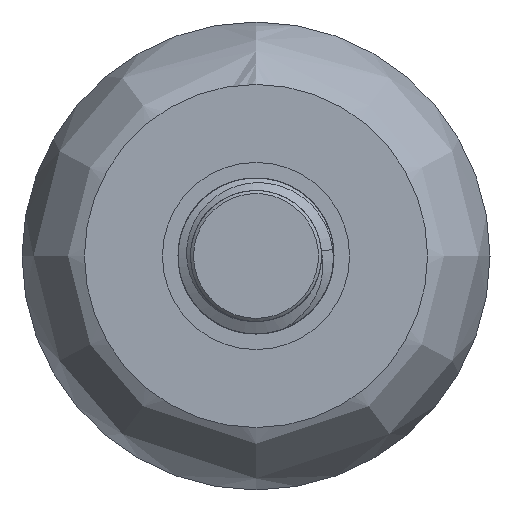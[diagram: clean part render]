
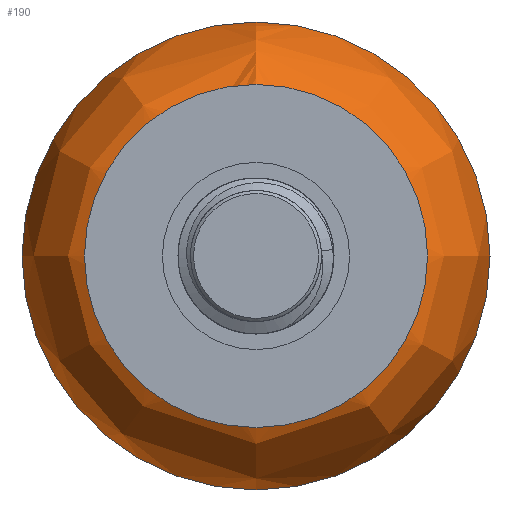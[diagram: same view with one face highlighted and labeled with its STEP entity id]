
A CAD part, left-side view. The second image highlights one B-rep face of the part: STEP entity #190.
In plain terms, the highlighted free-form (B-spline) face has degree [3, 3] with [4, 7] control points.
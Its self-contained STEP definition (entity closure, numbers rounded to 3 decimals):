
#145=(
BOUNDED_SURFACE()
B_SPLINE_SURFACE(3,3,((#637,#638,#639,#640,#641,#642,#643),(#644,#645,#646,
#647,#648,#649,#650),(#651,#652,#653,#654,#655,#656,#657),(#658,#659,#660,
#661,#662,#663,#664)),.UNSPECIFIED.,.F.,.T.,.F.)
B_SPLINE_SURFACE_WITH_KNOTS((4,4),(1,3,3,3,1),(0.,1.),(-0.5,0.,0.5,1.,1.5),
 .UNSPECIFIED.)
GEOMETRIC_REPRESENTATION_ITEM()
RATIONAL_B_SPLINE_SURFACE(((1.,0.333,0.333,1.,0.333,
0.333,1.),(0.856,0.285,0.285,
0.856,0.285,0.285,0.856),
(0.856,0.285,0.285,0.856,
0.285,0.285,0.856),(1.,0.333,
0.333,1.,0.333,0.333,1.)))
REPRESENTATION_ITEM('')
SURFACE()
);
#170=FACE_BOUND('',#247,.T.);
#171=FACE_BOUND('',#248,.T.);
#190=ADVANCED_FACE('',(#170,#171),#145,.T.);
#247=EDGE_LOOP('',(#287));
#248=EDGE_LOOP('',(#288));
#287=ORIENTED_EDGE('',*,*,#387,.T.);
#288=ORIENTED_EDGE('',*,*,#388,.F.);
#357=VERTEX_POINT('',#633);
#358=VERTEX_POINT('',#636);
#387=EDGE_CURVE('',#357,#357,#425,.T.);
#388=EDGE_CURVE('',#358,#358,#426,.T.);
#425=CIRCLE('',#452,7.5);
#426=CIRCLE('',#454,4.5);
#452=AXIS2_PLACEMENT_3D('',#632,#511,#512);
#454=AXIS2_PLACEMENT_3D('',#635,#515,#516);
#511=DIRECTION('',(-1.,0.,0.));
#512=DIRECTION('',(0.,0.,1.));
#515=DIRECTION('',(-1.,0.,0.));
#516=DIRECTION('',(0.,0.,1.));
#632=CARTESIAN_POINT('',(5.895,0.,0.));
#633=CARTESIAN_POINT('',(5.895,0.,7.5));
#635=CARTESIAN_POINT('',(2.1,0.,0.));
#636=CARTESIAN_POINT('',(2.1,0.,4.5));
#637=CARTESIAN_POINT('',(2.1,0.,4.5));
#638=CARTESIAN_POINT('',(2.1,9.,4.5));
#639=CARTESIAN_POINT('',(2.1,9.,-4.5));
#640=CARTESIAN_POINT('',(2.1,0.,-4.5));
#641=CARTESIAN_POINT('',(2.1,-9.,-4.5));
#642=CARTESIAN_POINT('',(2.1,-9.,4.5));
#643=CARTESIAN_POINT('',(2.1,0.,4.5));
#644=CARTESIAN_POINT('',(2.535,0.,6.332));
#645=CARTESIAN_POINT('',(2.535,12.664,6.332));
#646=CARTESIAN_POINT('',(2.535,12.664,-6.332));
#647=CARTESIAN_POINT('',(2.535,0.,-6.332));
#648=CARTESIAN_POINT('',(2.535,-12.664,-6.332));
#649=CARTESIAN_POINT('',(2.535,-12.664,6.332));
#650=CARTESIAN_POINT('',(2.535,0.,6.332));
#651=CARTESIAN_POINT('',(4.012,0.,7.5));
#652=CARTESIAN_POINT('',(4.012,15.,7.5));
#653=CARTESIAN_POINT('',(4.012,15.,-7.5));
#654=CARTESIAN_POINT('',(4.012,0.,-7.5));
#655=CARTESIAN_POINT('',(4.012,-15.,-7.5));
#656=CARTESIAN_POINT('',(4.012,-15.,7.5));
#657=CARTESIAN_POINT('',(4.012,0.,7.5));
#658=CARTESIAN_POINT('',(5.895,0.,7.5));
#659=CARTESIAN_POINT('',(5.895,15.,7.5));
#660=CARTESIAN_POINT('',(5.895,15.,-7.5));
#661=CARTESIAN_POINT('',(5.895,0.,-7.5));
#662=CARTESIAN_POINT('',(5.895,-15.,-7.5));
#663=CARTESIAN_POINT('',(5.895,-15.,7.5));
#664=CARTESIAN_POINT('',(5.895,0.,7.5));
